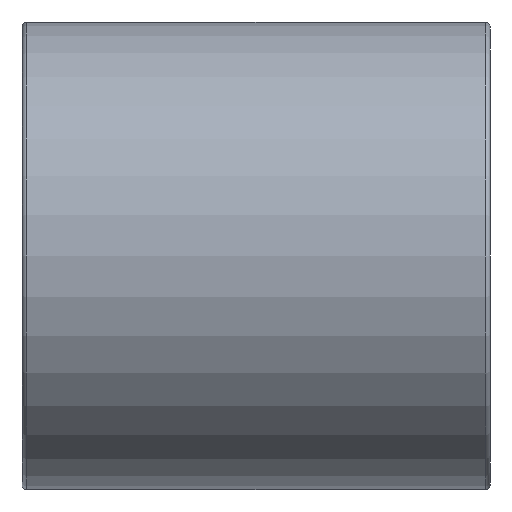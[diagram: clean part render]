
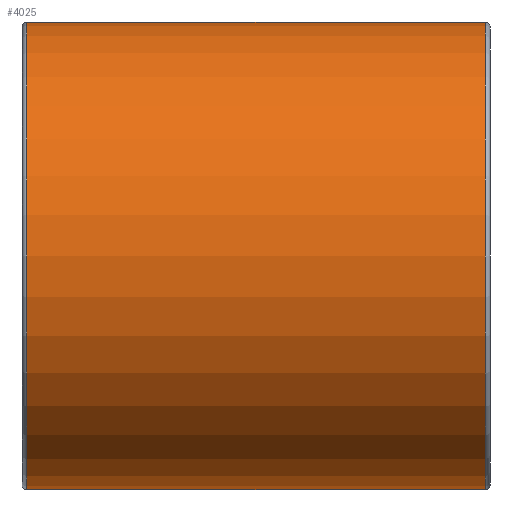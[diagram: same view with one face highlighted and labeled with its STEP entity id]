
A CAD part, left-side view. The second image highlights one B-rep face of the part: STEP entity #4025.
In plain terms, the highlighted cylindrical face has radius 5 mm (diameter 10 mm), a partial arc.
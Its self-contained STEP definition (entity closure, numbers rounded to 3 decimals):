
#101=FACE_OUTER_BOUND('',#322,.T.);
#322=EDGE_LOOP('',(#2600,#2601,#2602,#2603));
#555=LINE('',#6241,#876);
#556=LINE('',#6244,#877);
#876=VECTOR('',#4837,10.);
#877=VECTOR('',#4840,10.);
#1197=CIRCLE('',#4268,5.);
#1201=CIRCLE('',#4275,5.);
#1517=VERTEX_POINT('',#6219);
#1519=VERTEX_POINT('',#6225);
#1523=VERTEX_POINT('',#6240);
#1524=VERTEX_POINT('',#6242);
#1947=EDGE_CURVE('',#1517,#1519,#1197,.T.);
#1953=EDGE_CURVE('',#1517,#1523,#555,.T.);
#1954=EDGE_CURVE('',#1524,#1523,#1201,.T.);
#1955=EDGE_CURVE('',#1519,#1524,#556,.T.);
#2600=ORIENTED_EDGE('',*,*,#1947,.F.);
#2601=ORIENTED_EDGE('',*,*,#1953,.T.);
#2602=ORIENTED_EDGE('',*,*,#1954,.F.);
#2603=ORIENTED_EDGE('',*,*,#1955,.F.);
#3872=CYLINDRICAL_SURFACE('',#4274,5.);
#4025=ADVANCED_FACE('',(#101),#3872,.T.);
#4268=AXIS2_PLACEMENT_3D('',#6229,#4821,#4822);
#4274=AXIS2_PLACEMENT_3D('',#6239,#4835,#4836);
#4275=AXIS2_PLACEMENT_3D('',#6243,#4838,#4839);
#4821=DIRECTION('center_axis',(0.,-1.,0.));
#4822=DIRECTION('ref_axis',(-1.,0.,0.));
#4835=DIRECTION('center_axis',(0.,1.,0.));
#4836=DIRECTION('ref_axis',(0.,0.,-1.));
#4837=DIRECTION('',(0.,1.,0.));
#4838=DIRECTION('center_axis',(0.,1.,0.));
#4839=DIRECTION('ref_axis',(-1.,0.,0.));
#4840=DIRECTION('',(0.,1.,0.));
#6219=CARTESIAN_POINT('',(-40.,-4.9,5.));
#6225=CARTESIAN_POINT('',(-40.,-4.9,-5.));
#6229=CARTESIAN_POINT('Origin',(-40.,-4.9,0.));
#6239=CARTESIAN_POINT('Origin',(-40.,0.,0.));
#6240=CARTESIAN_POINT('',(-40.,4.9,5.));
#6241=CARTESIAN_POINT('',(-40.,0.,5.));
#6242=CARTESIAN_POINT('',(-40.,4.9,-5.));
#6243=CARTESIAN_POINT('Origin',(-40.,4.9,0.));
#6244=CARTESIAN_POINT('',(-40.,0.,-5.));
